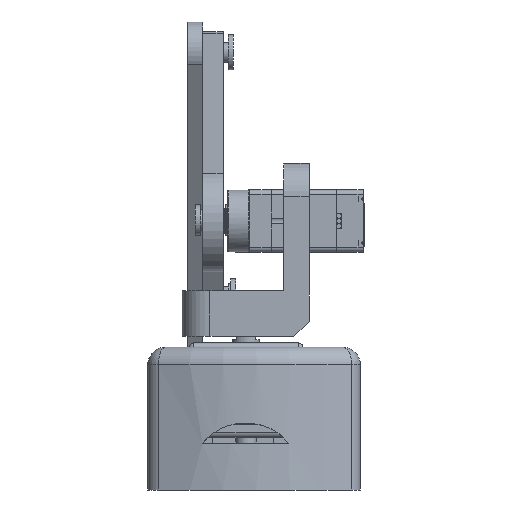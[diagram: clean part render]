
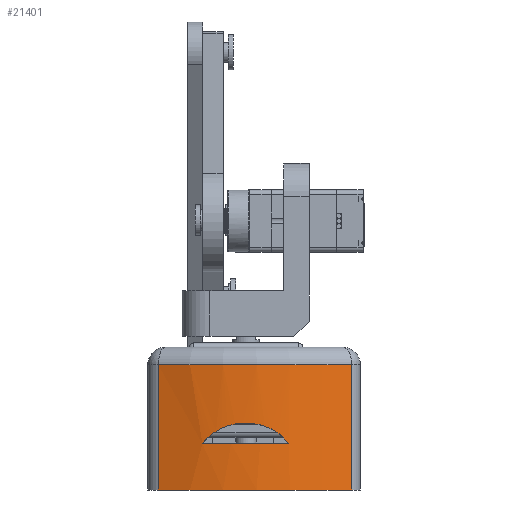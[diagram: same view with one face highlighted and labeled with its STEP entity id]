
A CAD part, left-side view. The second image highlights one B-rep face of the part: STEP entity #21401.
In plain terms, the highlighted cylindrical face has radius 41 mm (diameter 82 mm), a partial arc.
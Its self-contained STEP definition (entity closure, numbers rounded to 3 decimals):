
#672=B_SPLINE_CURVE_WITH_KNOTS('',3,(#42547,#42548,#42549,#42550,#42551,
#42552,#42553,#42554),.UNSPECIFIED.,.F.,.F.,(4,2,2,4),(4.54,
4.918,5.297,5.437),.UNSPECIFIED.);
#673=B_SPLINE_CURVE_WITH_KNOTS('',3,(#42585,#42586,#42587,#42588,#42589,
#42590,#42591,#42592),.UNSPECIFIED.,.F.,.F.,(4,2,2,4),(0.617,
0.757,1.136,1.516),.UNSPECIFIED.);
#1051=FACE_BOUND('',#3847,.T.);
#2699=FACE_OUTER_BOUND('',#3846,.T.);
#3846=EDGE_LOOP('',(#20077,#20078,#20079,#20080));
#3847=EDGE_LOOP('',(#20081,#20082,#20083,#20084));
#5796=LINE('',#42619,#7740);
#5802=LINE('',#42651,#7746);
#7740=VECTOR('',#28170,10.);
#7746=VECTOR('',#28210,10.);
#8333=CIRCLE('',#23065,41.);
#8344=CIRCLE('',#23088,41.);
#8348=CIRCLE('',#23093,41.);
#8349=CIRCLE('',#23094,41.);
#10651=VERTEX_POINT('',#42544);
#10652=VERTEX_POINT('',#42546);
#10653=VERTEX_POINT('',#42557);
#10664=VERTEX_POINT('',#42583);
#10670=VERTEX_POINT('',#42612);
#10673=VERTEX_POINT('',#42617);
#10678=VERTEX_POINT('',#42638);
#10682=VERTEX_POINT('',#42649);
#13778=EDGE_CURVE('',#10651,#10652,#672,.T.);
#13781=EDGE_CURVE('',#10651,#10653,#8333,.T.);
#13794=EDGE_CURVE('',#10653,#10664,#673,.F.);
#13807=EDGE_CURVE('',#10673,#10670,#5796,.T.);
#13817=EDGE_CURVE('',#10670,#10678,#8344,.T.);
#13823=EDGE_CURVE('',#10682,#10673,#8348,.T.);
#13824=EDGE_CURVE('',#10678,#10682,#5802,.T.);
#13825=EDGE_CURVE('',#10664,#10652,#8349,.T.);
#20077=ORIENTED_EDGE('',*,*,#13807,.F.);
#20078=ORIENTED_EDGE('',*,*,#13823,.F.);
#20079=ORIENTED_EDGE('',*,*,#13824,.F.);
#20080=ORIENTED_EDGE('',*,*,#13817,.F.);
#20081=ORIENTED_EDGE('',*,*,#13781,.T.);
#20082=ORIENTED_EDGE('',*,*,#13794,.T.);
#20083=ORIENTED_EDGE('',*,*,#13825,.T.);
#20084=ORIENTED_EDGE('',*,*,#13778,.F.);
#20414=CYLINDRICAL_SURFACE('',#23092,41.);
#21401=ADVANCED_FACE('',(#2699,#1051),#20414,.T.);
#23065=AXIS2_PLACEMENT_3D('',#42559,#28126,#28127);
#23088=AXIS2_PLACEMENT_3D('',#42639,#28196,#28197);
#23092=AXIS2_PLACEMENT_3D('',#42648,#28206,#28207);
#23093=AXIS2_PLACEMENT_3D('',#42650,#28208,#28209);
#23094=AXIS2_PLACEMENT_3D('',#42652,#28211,#28212);
#28126=DIRECTION('center_axis',(0.,0.,1.));
#28127=DIRECTION('ref_axis',(1.,0.,0.));
#28170=DIRECTION('',(0.,0.,-1.));
#28196=DIRECTION('center_axis',(0.,0.,-1.));
#28197=DIRECTION('ref_axis',(1.,0.,0.));
#28206=DIRECTION('center_axis',(0.,0.,1.));
#28207=DIRECTION('ref_axis',(-0.998,-0.065,0.));
#28208=DIRECTION('center_axis',(0.,0.,1.));
#28209=DIRECTION('ref_axis',(-0.998,-0.061,0.));
#28210=DIRECTION('',(0.,0.,1.));
#28211=DIRECTION('center_axis',(0.,0.,-1.));
#28212=DIRECTION('ref_axis',(1.,0.,0.));
#42544=CARTESIAN_POINT('',(-49.,8.,13.));
#42546=CARTESIAN_POINT('',(-48.212,16.,9.));
#42547=CARTESIAN_POINT('Ctrl Pts',(-49.,8.,13.));
#42548=CARTESIAN_POINT('Ctrl Pts',(-49.,9.261,13.));
#42549=CARTESIAN_POINT('Ctrl Pts',(-48.936,10.603,12.747));
#42550=CARTESIAN_POINT('Ctrl Pts',(-48.705,13.065,11.725));
#42551=CARTESIAN_POINT('Ctrl Pts',(-48.541,14.186,10.956));
#42552=CARTESIAN_POINT('Ctrl Pts',(-48.328,15.398,9.744));
#42553=CARTESIAN_POINT('Ctrl Pts',(-48.269,15.711,9.385));
#42554=CARTESIAN_POINT('Ctrl Pts',(-48.212,16.,9.));
#42557=CARTESIAN_POINT('',(-48.988,7.,13.));
#42559=CARTESIAN_POINT('Origin',(-8.,8.,13.));
#42583=CARTESIAN_POINT('',(-48.,-1.,9.));
#42585=CARTESIAN_POINT('Ctrl Pts',(-48.,-1.,
9.));
#42586=CARTESIAN_POINT('Ctrl Pts',(-48.065,-0.712,
9.383));
#42587=CARTESIAN_POINT('Ctrl Pts',(-48.131,-0.401,
9.74));
#42588=CARTESIAN_POINT('Ctrl Pts',(-48.375,0.809,
10.952));
#42589=CARTESIAN_POINT('Ctrl Pts',(-48.567,1.93,11.722));
#42590=CARTESIAN_POINT('Ctrl Pts',(-48.86,4.393,12.746));
#42591=CARTESIAN_POINT('Ctrl Pts',(-48.957,5.736,13.));
#42592=CARTESIAN_POINT('Ctrl Pts',(-48.988,7.,13.));
#42612=CARTESIAN_POINT('',(-42.982,-13.384,-0.1));
#42617=CARTESIAN_POINT('',(-42.982,-13.384,24.5));
#42619=CARTESIAN_POINT('',(-42.982,-13.384,0.));
#42638=CARTESIAN_POINT('',(-45.465,24.656,-0.1));
#42639=CARTESIAN_POINT('Origin',(-8.,8.,-0.1));
#42648=CARTESIAN_POINT('Origin',(-8.,8.,0.));
#42649=CARTESIAN_POINT('',(-45.465,24.656,24.5));
#42650=CARTESIAN_POINT('Origin',(-8.,8.,24.5));
#42651=CARTESIAN_POINT('',(-45.465,24.656,0.));
#42652=CARTESIAN_POINT('Origin',(-8.,8.,9.));
